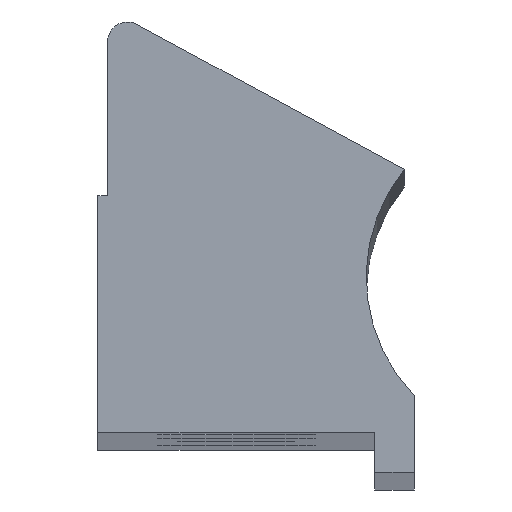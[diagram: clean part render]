
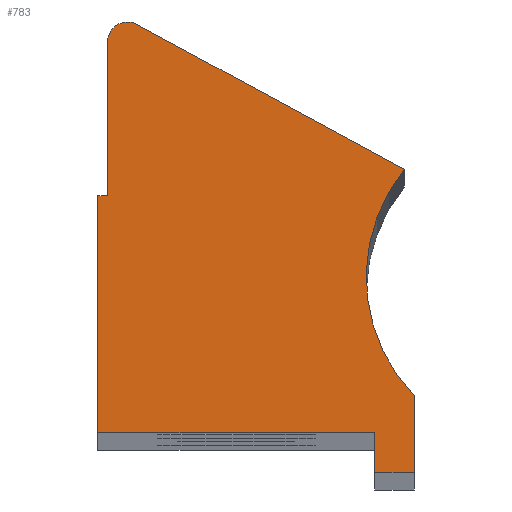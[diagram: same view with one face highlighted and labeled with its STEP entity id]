
A CAD part, top view. The second image highlights one B-rep face of the part: STEP entity #783.
In plain terms, the highlighted planar face has unit normal (0, 0, 1).
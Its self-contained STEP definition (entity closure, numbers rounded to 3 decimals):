
#8 = EDGE_CURVE ( 'NONE', #130, #327, #71, .T. ) ;
#12 = DIRECTION ( 'NONE',  ( 0.004, -1., 0. ) ) ;
#17 = VECTOR ( 'NONE', #623, 1000. ) ;
#35 = VERTEX_POINT ( 'NONE', #512 ) ;
#46 = CARTESIAN_POINT ( 'NONE',  ( -6.649, -3., 0. ) ) ;
#51 = CARTESIAN_POINT ( 'NONE',  ( -4.672, 17.657, 0. ) ) ;
#52 = ORIENTED_EDGE ( 'NONE', *, *, #224, .T. ) ;
#56 = LINE ( 'NONE', #367, #17 ) ;
#61 = DIRECTION ( 'NONE',  ( 1., 0., 0. ) ) ;
#71 = LINE ( 'NONE', #571, #483 ) ;
#86 = LINE ( 'NONE', #346, #405 ) ;
#102 = CARTESIAN_POINT ( 'NONE',  ( -6.149, 9., 0. ) ) ;
#103 = AXIS2_PLACEMENT_3D ( 'NONE', #621, #809, #797 ) ;
#106 = LINE ( 'NONE', #677, #764 ) ;
#130 = VERTEX_POINT ( 'NONE', #102 ) ;
#164 = CARTESIAN_POINT ( 'NONE',  ( 9.355, -5., 0. ) ) ;
#173 = EDGE_CURVE ( 'NONE', #630, #685, #86, .T. ) ;
#181 = CARTESIAN_POINT ( 'NONE',  ( 7.351, -3., 0. ) ) ;
#198 = ORIENTED_EDGE ( 'NONE', *, *, #642, .T. ) ;
#201 = DIRECTION ( 'NONE',  ( 0., 0., -1. ) ) ;
#208 = ORIENTED_EDGE ( 'NONE', *, *, #8, .T. ) ;
#212 = AXIS2_PLACEMENT_3D ( 'NONE', #374, #201, #61 ) ;
#217 = DIRECTION ( 'NONE',  ( 0., -1., 0. ) ) ;
#224 = EDGE_CURVE ( 'NONE', #35, #254, #728, .T. ) ;
#234 = CARTESIAN_POINT ( 'NONE',  ( 7.36, -5., 0. ) ) ;
#235 = VERTEX_POINT ( 'NONE', #479 ) ;
#254 = VERTEX_POINT ( 'NONE', #164 ) ;
#265 = EDGE_CURVE ( 'NONE', #283, #235, #390, .T. ) ;
#281 = VECTOR ( 'NONE', #732, 1000. ) ;
#283 = VERTEX_POINT ( 'NONE', #51 ) ;
#289 = CARTESIAN_POINT ( 'NONE',  ( -6.149, 16.778, 0. ) ) ;
#299 = EDGE_CURVE ( 'NONE', #254, #442, #675, .T. ) ;
#305 = VECTOR ( 'NONE', #217, 1000. ) ;
#312 = ORIENTED_EDGE ( 'NONE', *, *, #609, .T. ) ;
#327 = VERTEX_POINT ( 'NONE', #498 ) ;
#328 = PLANE ( 'NONE',  #564 ) ;
#346 = CARTESIAN_POINT ( 'NONE',  ( -6.649, -3., 0. ) ) ;
#357 = DIRECTION ( 'NONE',  ( 0., 1., 0. ) ) ;
#367 = CARTESIAN_POINT ( 'NONE',  ( -6.649, -3., 0. ) ) ;
#374 = CARTESIAN_POINT ( 'NONE',  ( 15.548, 4.884, 0. ) ) ;
#390 = CIRCLE ( 'NONE', #103, 1. ) ;
#405 = VECTOR ( 'NONE', #723, 1000. ) ;
#406 = EDGE_CURVE ( 'NONE', #442, #658, #413, .T. ) ;
#413 = CIRCLE ( 'NONE', #212, 8.622 ) ;
#440 = LINE ( 'NONE', #515, #486 ) ;
#442 = VERTEX_POINT ( 'NONE', #695 ) ;
#447 = ORIENTED_EDGE ( 'NONE', *, *, #708, .T. ) ;
#465 = ORIENTED_EDGE ( 'NONE', *, *, #173, .T. ) ;
#472 = LINE ( 'NONE', #289, #305 ) ;
#479 = CARTESIAN_POINT ( 'NONE',  ( -6.149, 16.778, 0. ) ) ;
#483 = VECTOR ( 'NONE', #706, 1000. ) ;
#486 = VECTOR ( 'NONE', #12, 1000. ) ;
#497 = DIRECTION ( 'NONE',  ( 0., 0., 1. ) ) ;
#498 = CARTESIAN_POINT ( 'NONE',  ( -6.649, 9., 0. ) ) ;
#505 = CARTESIAN_POINT ( 'NONE',  ( -5.149, 16.778, 0. ) ) ;
#512 = CARTESIAN_POINT ( 'NONE',  ( 7.36, -5., 0. ) ) ;
#515 = CARTESIAN_POINT ( 'NONE',  ( 7.351, -3., 0. ) ) ;
#531 = EDGE_CURVE ( 'NONE', #235, #130, #472, .T. ) ;
#564 = AXIS2_PLACEMENT_3D ( 'NONE', #505, #497, #755 ) ;
#571 = CARTESIAN_POINT ( 'NONE',  ( -6.149, 9., 0. ) ) ;
#599 = ORIENTED_EDGE ( 'NONE', *, *, #406, .T. ) ;
#606 = VECTOR ( 'NONE', #357, 1000. ) ;
#609 = EDGE_CURVE ( 'NONE', #327, #630, #56, .T. ) ;
#612 = EDGE_LOOP ( 'NONE', ( #312, #465, #447, #52, #772, #599, #198, #744, #650, #208 ) ) ;
#619 = DIRECTION ( 'NONE',  ( -0.879, 0.477, 0. ) ) ;
#621 = CARTESIAN_POINT ( 'NONE',  ( -5.149, 16.778, 0. ) ) ;
#623 = DIRECTION ( 'NONE',  ( 0., -1., 0. ) ) ;
#630 = VERTEX_POINT ( 'NONE', #46 ) ;
#642 = EDGE_CURVE ( 'NONE', #658, #283, #106, .T. ) ;
#650 = ORIENTED_EDGE ( 'NONE', *, *, #531, .T. ) ;
#658 = VERTEX_POINT ( 'NONE', #668 ) ;
#668 = CARTESIAN_POINT ( 'NONE',  ( 8.855, 10.32, 0. ) ) ;
#675 = LINE ( 'NONE', #806, #606 ) ;
#677 = CARTESIAN_POINT ( 'NONE',  ( -4.672, 17.657, 0. ) ) ;
#685 = VERTEX_POINT ( 'NONE', #181 ) ;
#695 = CARTESIAN_POINT ( 'NONE',  ( 9.355, -1.115, 0. ) ) ;
#704 = FACE_OUTER_BOUND ( 'NONE', #612, .T. ) ;
#706 = DIRECTION ( 'NONE',  ( -1., 0., 0. ) ) ;
#708 = EDGE_CURVE ( 'NONE', #685, #35, #440, .T. ) ;
#723 = DIRECTION ( 'NONE',  ( 1., 0., 0. ) ) ;
#728 = LINE ( 'NONE', #234, #281 ) ;
#732 = DIRECTION ( 'NONE',  ( 1., 0., 0. ) ) ;
#744 = ORIENTED_EDGE ( 'NONE', *, *, #265, .T. ) ;
#755 = DIRECTION ( 'NONE',  ( 1., 0., 0. ) ) ;
#764 = VECTOR ( 'NONE', #619, 1000. ) ;
#772 = ORIENTED_EDGE ( 'NONE', *, *, #299, .T. ) ;
#783 = ADVANCED_FACE ( 'NONE', ( #704 ), #328, .T. ) ;
#797 = DIRECTION ( 'NONE',  ( 1., 0., 0. ) ) ;
#806 = CARTESIAN_POINT ( 'NONE',  ( 9.355, -5., 0. ) ) ;
#809 = DIRECTION ( 'NONE',  ( 0., 0., 1. ) ) ;
